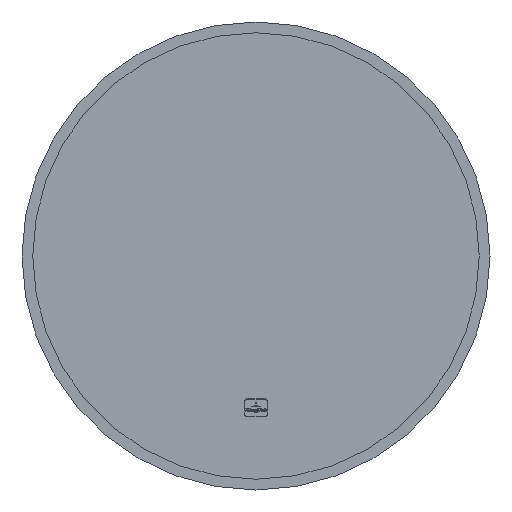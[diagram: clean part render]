
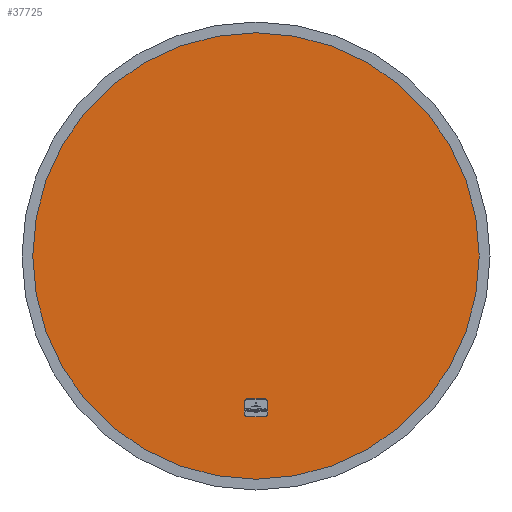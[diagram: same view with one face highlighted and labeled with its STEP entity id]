
A CAD part, front view. The second image highlights one B-rep face of the part: STEP entity #37725.
In plain terms, the highlighted planar face has unit normal (0, -1, 0).
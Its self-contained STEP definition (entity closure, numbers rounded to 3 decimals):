
#1055=FACE_BOUND('',#4864,.T.);
#1522=PLANE('',#40125);
#2779=FACE_OUTER_BOUND('',#4863,.T.);
#4863=EDGE_LOOP('',(#27435));
#4864=EDGE_LOOP('',(#27436,#27437,#27438,#27439,#27440,#27441,#27442,#27443));
#7552=LINE('',#57137,#10971);
#7556=LINE('',#57149,#10975);
#7560=LINE('',#57161,#10979);
#7564=LINE('',#57172,#10983);
#10971=VECTOR('',#45927,1.);
#10975=VECTOR('',#45939,1.);
#10979=VECTOR('',#45951,1.);
#10983=VECTOR('',#45963,1.);
#13350=CIRCLE('',#39701,310.);
#13486=CIRCLE('',#40109,4.714);
#13488=CIRCLE('',#40113,4.714);
#13490=CIRCLE('',#40117,4.714);
#13492=CIRCLE('',#40121,4.714);
#15407=VERTEX_POINT('',#55576);
#15893=VERTEX_POINT('',#57127);
#15894=VERTEX_POINT('',#57128);
#15897=VERTEX_POINT('',#57136);
#15899=VERTEX_POINT('',#57142);
#15901=VERTEX_POINT('',#57148);
#15903=VERTEX_POINT('',#57154);
#15905=VERTEX_POINT('',#57160);
#15907=VERTEX_POINT('',#57166);
#19568=EDGE_CURVE('',#15407,#15407,#13350,.T.);
#20297=EDGE_CURVE('',#15893,#15894,#13486,.T.);
#20301=EDGE_CURVE('',#15897,#15893,#7552,.T.);
#20304=EDGE_CURVE('',#15899,#15897,#13488,.T.);
#20307=EDGE_CURVE('',#15901,#15899,#7556,.T.);
#20310=EDGE_CURVE('',#15903,#15901,#13490,.T.);
#20313=EDGE_CURVE('',#15905,#15903,#7560,.T.);
#20316=EDGE_CURVE('',#15907,#15905,#13492,.T.);
#20319=EDGE_CURVE('',#15894,#15907,#7564,.T.);
#27435=ORIENTED_EDGE('',*,*,#19568,.T.);
#27436=ORIENTED_EDGE('',*,*,#20297,.T.);
#27437=ORIENTED_EDGE('',*,*,#20319,.T.);
#27438=ORIENTED_EDGE('',*,*,#20316,.T.);
#27439=ORIENTED_EDGE('',*,*,#20313,.T.);
#27440=ORIENTED_EDGE('',*,*,#20310,.T.);
#27441=ORIENTED_EDGE('',*,*,#20307,.T.);
#27442=ORIENTED_EDGE('',*,*,#20304,.T.);
#27443=ORIENTED_EDGE('',*,*,#20301,.T.);
#37725=ADVANCED_FACE('',(#2779,#1055),#1522,.T.);
#39701=AXIS2_PLACEMENT_3D('',#55577,#44518,#44519);
#40109=AXIS2_PLACEMENT_3D('',#57129,#45919,#45920);
#40113=AXIS2_PLACEMENT_3D('',#57143,#45932,#45933);
#40117=AXIS2_PLACEMENT_3D('',#57155,#45944,#45945);
#40121=AXIS2_PLACEMENT_3D('',#57167,#45956,#45957);
#40125=AXIS2_PLACEMENT_3D('',#57175,#45967,#45968);
#44518=DIRECTION('center_axis',(0.,-1.,0.));
#44519=DIRECTION('ref_axis',(-1.,0.,0.));
#45919=DIRECTION('center_axis',(0.,1.,0.));
#45920=DIRECTION('ref_axis',(0.,0.,1.));
#45927=DIRECTION('',(0.,0.,1.));
#45932=DIRECTION('center_axis',(0.,1.,0.));
#45933=DIRECTION('ref_axis',(-1.,0.,0.));
#45939=DIRECTION('',(-1.,0.,0.));
#45944=DIRECTION('center_axis',(0.,1.,0.));
#45945=DIRECTION('ref_axis',(0.,0.,-1.));
#45951=DIRECTION('',(0.,0.,-1.));
#45956=DIRECTION('center_axis',(0.,1.,0.));
#45957=DIRECTION('ref_axis',(1.,0.,0.));
#45963=DIRECTION('',(1.,0.,0.));
#45967=DIRECTION('center_axis',(0.,-1.,0.));
#45968=DIRECTION('ref_axis',(1.,0.,0.));
#55576=CARTESIAN_POINT('',(310.,0.,325.));
#55577=CARTESIAN_POINT('Origin',(0.,0.,325.));
#57127=CARTESIAN_POINT('',(-16.5,0.,121.8));
#57128=CARTESIAN_POINT('',(-11.786,0.,126.514));
#57129=CARTESIAN_POINT('Origin',(-11.786,0.,121.8));
#57136=CARTESIAN_POINT('',(-16.5,0.,106.714));
#57137=CARTESIAN_POINT('',(-16.5,0.,215.857));
#57142=CARTESIAN_POINT('',(-11.786,0.,102.));
#57143=CARTESIAN_POINT('Origin',(-11.786,0.,106.714));
#57148=CARTESIAN_POINT('',(11.786,0.,102.));
#57149=CARTESIAN_POINT('',(5.893,0.,102.));
#57154=CARTESIAN_POINT('',(16.5,0.,106.714));
#57155=CARTESIAN_POINT('Origin',(11.786,0.,106.714));
#57160=CARTESIAN_POINT('',(16.5,0.,121.8));
#57161=CARTESIAN_POINT('',(16.5,0.,223.4));
#57166=CARTESIAN_POINT('',(11.786,0.,126.514));
#57167=CARTESIAN_POINT('Origin',(11.786,0.,121.8));
#57172=CARTESIAN_POINT('',(-5.893,0.,126.514));
#57175=CARTESIAN_POINT('Origin',(0.,0.,325.));
